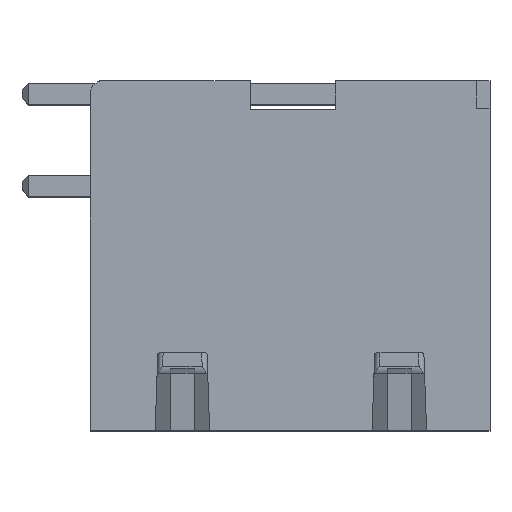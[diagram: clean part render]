
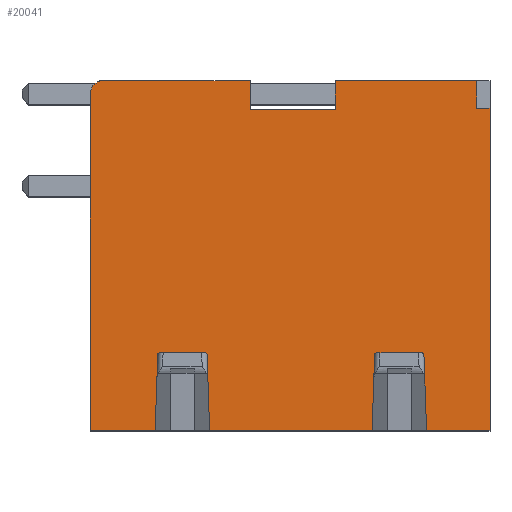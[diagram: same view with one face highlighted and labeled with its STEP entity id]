
A CAD part, top view. The second image highlights one B-rep face of the part: STEP entity #20041.
In plain terms, the highlighted planar face has unit normal (0, 0, 1).
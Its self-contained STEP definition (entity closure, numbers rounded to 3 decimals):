
#4969=DIRECTION('',(-1.,0.,0.));
#4970=VECTOR('',#4969,5.39);
#4971=CARTESIAN_POINT('',(11.703,13.3,33.7));
#4972=LINE('',#4971,#4970);
#5041=DIRECTION('',(0.,-1.,0.));
#5042=VECTOR('',#5041,1.092);
#5043=CARTESIAN_POINT('',(6.313,13.3,33.7));
#5044=LINE('',#5043,#5042);
#5109=DIRECTION('',(0.,1.,0.));
#5110=VECTOR('',#5109,1.092);
#5111=CARTESIAN_POINT('',(3.074,12.208,33.7));
#5112=LINE('',#5111,#5110);
#5277=DIRECTION('',(-1.,0.,0.));
#5278=VECTOR('',#5277,5.716);
#5279=CARTESIAN_POINT('',(3.074,13.3,33.7));
#5280=LINE('',#5279,#5278);
#5425=DIRECTION('',(0.,-1.,0.));
#5426=VECTOR('',#5425,0.02);
#5427=CARTESIAN_POINT('',(-2.641,13.3,33.7));
#5428=LINE('',#5427,#5426);
#6795=DIRECTION('',(-1.,0.,0.));
#6796=VECTOR('',#6795,3.238);
#6797=CARTESIAN_POINT('',(6.313,12.208,33.7));
#6798=LINE('',#6797,#6796);
#6799=DIRECTION('',(-0.035,-0.999,0.));
#6800=VECTOR('',#6799,2.716);
#6801=CARTESIAN_POINT('',(-0.443,2.714,33.7));
#6802=LINE('',#6801,#6800);
#6803=DIRECTION('',(-1.,0.,0.));
#6804=VECTOR('',#6803,2.463);
#6805=CARTESIAN_POINT('',(-0.537,0.,33.7));
#6806=LINE('',#6805,#6804);
#6807=DIRECTION('',(0.,1.,0.));
#6808=VECTOR('',#6807,12.8);
#6809=CARTESIAN_POINT('',(-3.,0.,33.7));
#6810=LINE('',#6809,#6808);
#6811=CARTESIAN_POINT('',(-2.5,12.8,33.7));
#6812=DIRECTION('',(0.,0.,-1.));
#6813=DIRECTION('',(-1.,0.,0.));
#6814=AXIS2_PLACEMENT_3D('',#6811,#6812,#6813);
#6816=DIRECTION('',(0.,-1.,0.));
#6817=VECTOR('',#6816,12.25);
#6818=CARTESIAN_POINT('',(12.2,12.25,33.7));
#6819=LINE('',#6818,#6817);
#6820=DIRECTION('',(-1.,0.,0.));
#6821=VECTOR('',#6820,2.413);
#6822=CARTESIAN_POINT('',(12.2,0.,33.7));
#6823=LINE('',#6822,#6821);
#6824=DIRECTION('',(-0.035,0.999,0.));
#6825=VECTOR('',#6824,2.716);
#6826=CARTESIAN_POINT('',(9.787,0.,33.7));
#6827=LINE('',#6826,#6825);
#6828=DIRECTION('',(-0.035,-0.999,0.));
#6829=VECTOR('',#6828,2.716);
#6830=CARTESIAN_POINT('',(7.807,2.714,33.7));
#6831=LINE('',#6830,#6829);
#6832=DIRECTION('',(-1.,0.,0.));
#6833=VECTOR('',#6832,6.175);
#6834=CARTESIAN_POINT('',(7.713,0.,33.7));
#6835=LINE('',#6834,#6833);
#6836=DIRECTION('',(-0.035,0.999,0.));
#6837=VECTOR('',#6836,2.716);
#6838=CARTESIAN_POINT('',(1.537,0.,33.7));
#6839=LINE('',#6838,#6837);
#6864=DIRECTION('',(1.,0.,0.));
#6865=VECTOR('',#6864,1.885);
#6866=CARTESIAN_POINT('',(-0.443,2.714,33.7));
#6867=LINE('',#6866,#6865);
#7021=DIRECTION('',(0.,1.,0.));
#7022=VECTOR('',#7021,1.05);
#7023=CARTESIAN_POINT('',(11.703,12.25,33.7));
#7024=LINE('',#7023,#7022);
#7037=DIRECTION('',(-1.,0.,0.));
#7038=VECTOR('',#7037,0.497);
#7039=CARTESIAN_POINT('',(12.2,12.25,33.7));
#7040=LINE('',#7039,#7038);
#7057=DIRECTION('',(1.,0.,0.));
#7058=VECTOR('',#7057,1.885);
#7059=CARTESIAN_POINT('',(7.807,2.714,33.7));
#7060=LINE('',#7059,#7058);
#7603=CARTESIAN_POINT('',(-3.,0.,33.7));
#7604=VERTEX_POINT('',#7603);
#7605=CARTESIAN_POINT('',(-0.537,0.,33.7));
#7606=VERTEX_POINT('',#7605);
#7611=CARTESIAN_POINT('',(1.537,0.,33.7));
#7612=VERTEX_POINT('',#7611);
#7613=CARTESIAN_POINT('',(7.713,0.,33.7));
#7614=VERTEX_POINT('',#7613);
#7619=CARTESIAN_POINT('',(9.787,0.,33.7));
#7620=VERTEX_POINT('',#7619);
#7621=CARTESIAN_POINT('',(12.2,0.,33.7));
#7622=VERTEX_POINT('',#7621);
#7703=CARTESIAN_POINT('',(12.2,12.25,33.7));
#7704=VERTEX_POINT('',#7703);
#7711=CARTESIAN_POINT('',(11.703,13.3,33.7));
#7712=VERTEX_POINT('',#7711);
#7713=CARTESIAN_POINT('',(6.313,13.3,33.7));
#7714=VERTEX_POINT('',#7713);
#7715=CARTESIAN_POINT('',(6.313,12.208,33.7));
#7716=VERTEX_POINT('',#7715);
#7725=CARTESIAN_POINT('',(3.074,12.208,33.7));
#7726=CARTESIAN_POINT('',(3.074,13.3,33.7));
#7727=VERTEX_POINT('',#7725);
#7728=VERTEX_POINT('',#7726);
#7737=CARTESIAN_POINT('',(-2.641,13.3,33.7));
#7738=VERTEX_POINT('',#7737);
#7739=CARTESIAN_POINT('',(-2.641,13.28,33.7));
#7740=VERTEX_POINT('',#7739);
#7769=CARTESIAN_POINT('',(-0.443,2.714,33.7));
#7770=VERTEX_POINT('',#7769);
#7771=CARTESIAN_POINT('',(-3.,12.8,33.7));
#7772=VERTEX_POINT('',#7771);
#7773=CARTESIAN_POINT('',(11.703,12.25,33.7));
#7774=VERTEX_POINT('',#7773);
#7775=CARTESIAN_POINT('',(9.693,2.714,33.7));
#7776=VERTEX_POINT('',#7775);
#7777=CARTESIAN_POINT('',(7.807,2.714,33.7));
#7778=VERTEX_POINT('',#7777);
#7779=CARTESIAN_POINT('',(1.443,2.714,33.7));
#7780=VERTEX_POINT('',#7779);
#20004=CARTESIAN_POINT('',(0.,0.,33.7));
#20005=DIRECTION('',(0.,0.,1.));
#20006=DIRECTION('',(1.,0.,0.));
#20007=AXIS2_PLACEMENT_3D('',#20004,#20005,#20006);
#20008=PLANE('',#20007);
#20010=ORIENTED_EDGE('',*,*,#20009,.T.);
#20011=ORIENTED_EDGE('',*,*,#10017,.T.);
#20013=ORIENTED_EDGE('',*,*,#20012,.T.);
#20015=ORIENTED_EDGE('',*,*,#20014,.T.);
#20016=ORIENTED_EDGE('',*,*,#17655,.F.);
#20017=ORIENTED_EDGE('',*,*,#17625,.F.);
#20018=ORIENTED_EDGE('',*,*,#17294,.F.);
#20019=ORIENTED_EDGE('',*,*,#19999,.F.);
#20020=ORIENTED_EDGE('',*,*,#17162,.F.);
#20021=ORIENTED_EDGE('',*,*,#17147,.F.);
#20023=ORIENTED_EDGE('',*,*,#20022,.F.);
#20025=ORIENTED_EDGE('',*,*,#20024,.F.);
#20026=ORIENTED_EDGE('',*,*,#17060,.T.);
#20027=ORIENTED_EDGE('',*,*,#10033,.T.);
#20029=ORIENTED_EDGE('',*,*,#20028,.T.);
#20031=ORIENTED_EDGE('',*,*,#20030,.F.);
#20033=ORIENTED_EDGE('',*,*,#20032,.T.);
#20034=ORIENTED_EDGE('',*,*,#10025,.T.);
#20036=ORIENTED_EDGE('',*,*,#20035,.T.);
#20038=ORIENTED_EDGE('',*,*,#20037,.F.);
#20039=EDGE_LOOP('',(#20010,#20011,#20013,#20015,#20016,#20017,#20018,#20019,
#20020,#20021,#20023,#20025,#20026,#20027,#20029,#20031,#20033,#20034,#20036,
#20038));
#20040=FACE_OUTER_BOUND('',#20039,.F.);
#20041=ADVANCED_FACE('',(#20040),#20008,.T.);
#6815=CIRCLE('',#6814,0.5);
#10017=EDGE_CURVE('',#7606,#7604,#6806,.T.);
#10025=EDGE_CURVE('',#7614,#7612,#6835,.T.);
#10033=EDGE_CURVE('',#7622,#7620,#6823,.T.);
#17060=EDGE_CURVE('',#7704,#7622,#6819,.T.);
#17147=EDGE_CURVE('',#7712,#7714,#4972,.T.);
#17162=EDGE_CURVE('',#7714,#7716,#5044,.T.);
#17294=EDGE_CURVE('',#7727,#7728,#5112,.T.);
#17625=EDGE_CURVE('',#7728,#7738,#5280,.T.);
#17655=EDGE_CURVE('',#7738,#7740,#5428,.T.);
#19999=EDGE_CURVE('',#7716,#7727,#6798,.T.);
#20009=EDGE_CURVE('',#7770,#7606,#6802,.T.);
#20012=EDGE_CURVE('',#7604,#7772,#6810,.T.);
#20014=EDGE_CURVE('',#7772,#7740,#6815,.T.);
#20022=EDGE_CURVE('',#7774,#7712,#7024,.T.);
#20024=EDGE_CURVE('',#7704,#7774,#7040,.T.);
#20028=EDGE_CURVE('',#7620,#7776,#6827,.T.);
#20030=EDGE_CURVE('',#7778,#7776,#7060,.T.);
#20032=EDGE_CURVE('',#7778,#7614,#6831,.T.);
#20035=EDGE_CURVE('',#7612,#7780,#6839,.T.);
#20037=EDGE_CURVE('',#7770,#7780,#6867,.T.);
